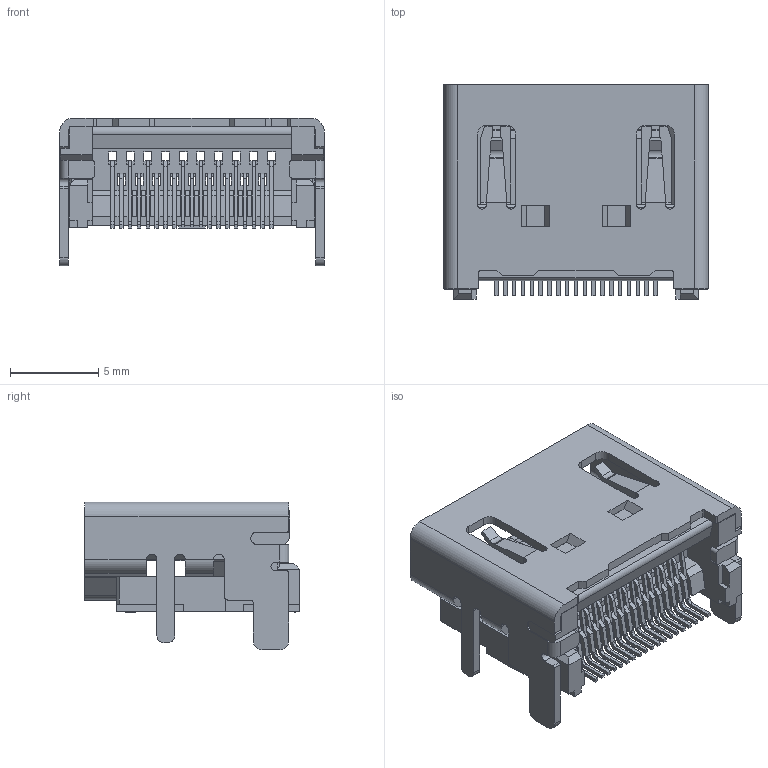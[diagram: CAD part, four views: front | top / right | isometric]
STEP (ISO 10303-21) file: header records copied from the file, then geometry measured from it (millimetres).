
FILE_DESCRIPTION(/* description */ (''),/* implementation_level */ '2;1');
FILE_NAME(/* name */ 'HDMI-17479811.step',/* time_stamp */ '2021-05-04T22:28:30+02:00',/* author */ (''),/* organization */ (''),/* preprocessor_version */ 'ST-DEVELOPER v18.1',/* originating_system */ 'Autodesk Translation Framework v10.6.0.1341',/* authorisation */ '');
FILE_SCHEMA (('AUTOMOTIVE_DESIGN { 1 0 10303 214 3 1 1 }'));
Length unit declared in the file: millimetre
Products named in the file (7): PCB1; Board; Open CASCADE STEP translator 6.8 2.1.1; Free-Models; 471510001; Open CASCADE STEP translator 6.8 2.2.1.1; Open CASCADE STEP translator 6.8 2.2.1.2
Assembly tree (6 placements, depth 4):
  PCB1
    Board
      Open CASCADE STEP translator 6.8 2.1.1
    Free-Models
      471510001
        Open CASCADE STEP translator 6.8 2.2.1.1
        Open CASCADE STEP translator 6.8 2.2.1.2
Bounding box: 15 x 12.15 x 8.38 mm (x, y, z)
Volume: 483.1 mm3; surface area: 1610 mm2
Topology: 1 solids, 1 shells, 1155 faces, 3422 edges, 2224 vertices
Faces by surface type: plane 933, cylinder 222
Entity records: 38676 total; most frequent: ORIENTED_EDGE 6844, CARTESIAN_POINT 6814, DIRECTION 6246, EDGE_CURVE 3422, LINE 2934, VECTOR 2934, VERTEX_POINT 2224, AXIS2_PLACEMENT_3D 1656
